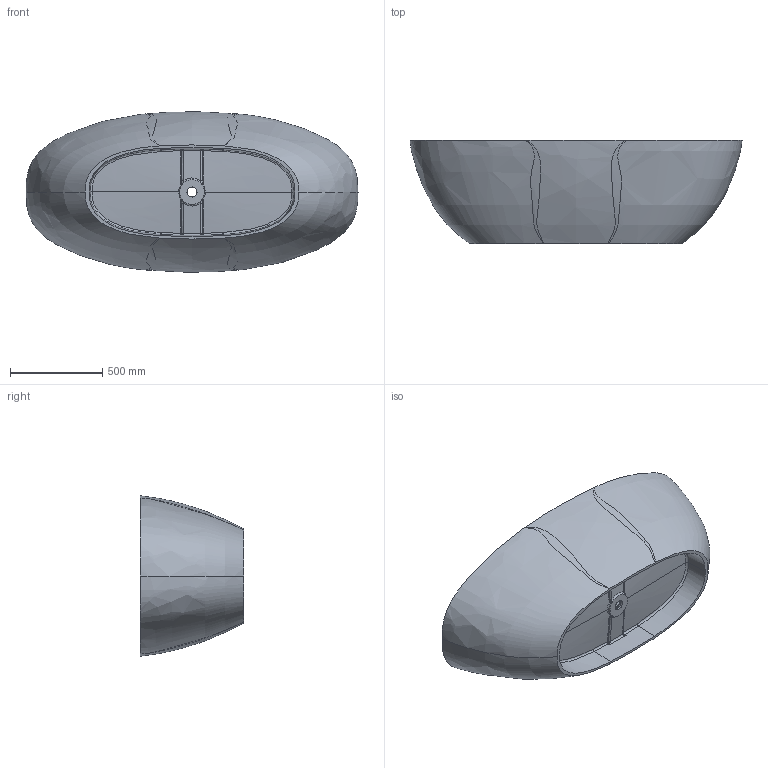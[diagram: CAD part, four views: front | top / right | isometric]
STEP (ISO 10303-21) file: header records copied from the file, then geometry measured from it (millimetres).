
FILE_DESCRIPTION (( 'STEP AP214' ), '1' );
FILE_NAME ('Mateo.STEP', '2021-08-04T11:12:42', ( '' ), ( '' ), 'SwSTEP 2.0', 'SolidWorks 2020', '' );
FILE_SCHEMA (( 'AUTOMOTIVE_DESIGN' ));
Length unit declared in the file: millimetre
Products named in the file (1): Mateo
Bounding box: 1800 x 560 x 869.55 mm (x, y, z)
Volume: 70221495.8 mm3; surface area: 5722037.7 mm2
Topology: 1 solids, 1 shells, 128 faces, 334 edges, 197 vertices
Faces by surface type: bspline 94, plane 18, cylinder 11, cone 5
Entity records: 33435 total; most frequent: CARTESIAN_POINT 31070, ORIENTED_EDGE 644, EDGE_CURVE 322, DIRECTION 242, B_SPLINE_CURVE_WITH_KNOTS 213, VERTEX_POINT 197, EDGE_LOOP 133, FACE_OUTER_BOUND 128
